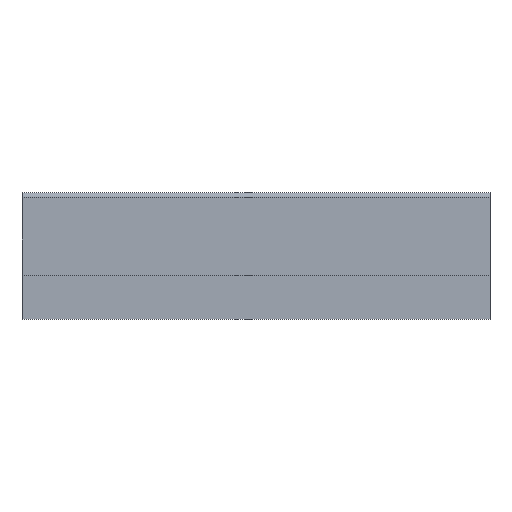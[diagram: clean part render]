
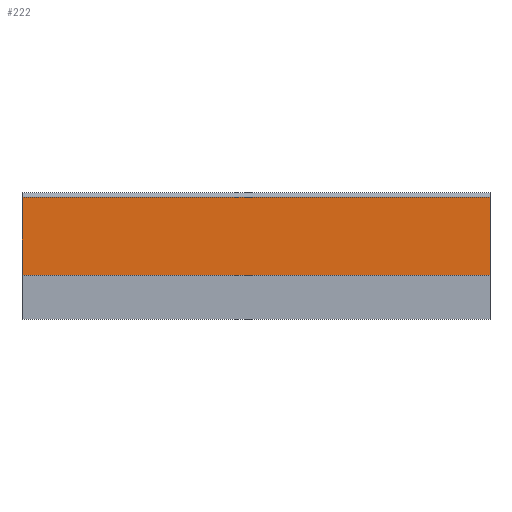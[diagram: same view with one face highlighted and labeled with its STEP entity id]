
A CAD part, left-side view. The second image highlights one B-rep face of the part: STEP entity #222.
In plain terms, the highlighted planar face has unit normal (-1, 0, 0).
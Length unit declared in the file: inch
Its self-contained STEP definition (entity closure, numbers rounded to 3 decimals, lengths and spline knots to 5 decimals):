
#159=CARTESIAN_POINT('',(2.54976,11.26988,0.7815));
#160=VERTEX_POINT('',#159);
#168=CARTESIAN_POINT('',(2.54976,5.26988,0.7815));
#169=VERTEX_POINT('',#168);
#170=CARTESIAN_POINT('',(2.54976,5.26988,0.7815));
#171=DIRECTION('',(0.,1.,0.));
#172=VECTOR('',#171,1.);
#173=LINE('',#170,#172);
#174=EDGE_CURVE('',#169,#160,#173,.T.);
#192=CARTESIAN_POINT('',(2.54976,11.26988,-0.2185));
#193=VERTEX_POINT('',#192);
#194=CARTESIAN_POINT('',(2.54976,11.26988,0.7815));
#195=DIRECTION('',(0.,0.,-1.));
#196=VECTOR('',#195,1.);
#197=LINE('',#194,#196);
#198=EDGE_CURVE('',#160,#193,#197,.T.);
#199=ORIENTED_EDGE('',*,*,#198,.T.);
#200=CARTESIAN_POINT('',(2.54976,5.26988,-0.2185));
#201=VERTEX_POINT('',#200);
#202=CARTESIAN_POINT('',(2.54976,5.26988,-0.2185));
#203=DIRECTION('',(0.,1.,0.));
#204=VECTOR('',#203,1.);
#205=LINE('',#202,#204);
#206=EDGE_CURVE('',#201,#193,#205,.T.);
#207=ORIENTED_EDGE('',*,*,#206,.F.);
#208=CARTESIAN_POINT('',(2.54976,5.26988,0.7815));
#209=DIRECTION('',(0.,0.,-1.));
#210=VECTOR('',#209,1.);
#211=LINE('',#208,#210);
#212=EDGE_CURVE('',#169,#201,#211,.T.);
#213=ORIENTED_EDGE('',*,*,#212,.F.);
#214=ORIENTED_EDGE('',*,*,#174,.T.);
#215=EDGE_LOOP('',(#199,#207,#213,#214));
#216=FACE_OUTER_BOUND('',#215,.T.);
#217=CARTESIAN_POINT('',(2.54976,5.26988,0.2815));
#218=DIRECTION('',(-1.,0.,0.));
#219=DIRECTION('',(0.,0.,1.));
#220=AXIS2_PLACEMENT_3D('',#217,#218,#219);
#221=PLANE('',#220);
#222=ADVANCED_FACE('',(#216),#221,.T.);
